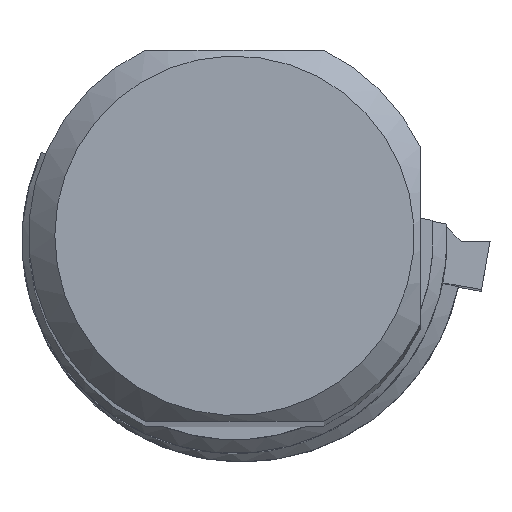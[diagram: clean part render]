
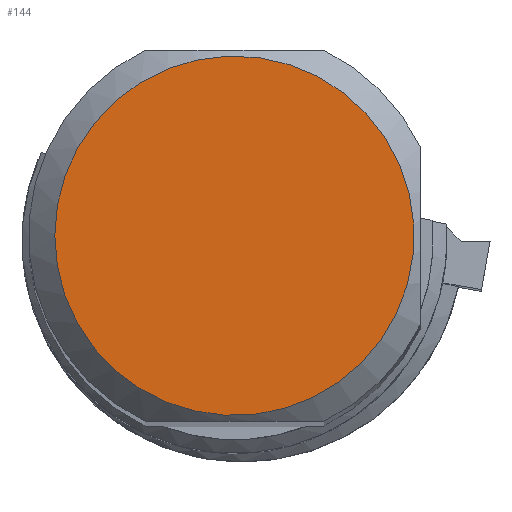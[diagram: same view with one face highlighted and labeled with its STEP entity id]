
A CAD part, top view. The second image highlights one B-rep face of the part: STEP entity #144.
In plain terms, the highlighted planar face has unit normal (0, 0, 1).
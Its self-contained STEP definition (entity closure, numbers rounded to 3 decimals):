
#104=PLANE('',#909);
#144=ADVANCED_FACE('',(#198),#104,.F.);
#198=FACE_OUTER_BOUND('',#241,.T.);
#241=EDGE_LOOP('',(#458));
#267=CIRCLE('',#908,11.08);
#458=ORIENTED_EDGE('',*,*,#662,.T.);
#557=VERTEX_POINT('',#1372);
#662=EDGE_CURVE('',#557,#557,#267,.T.);
#908=AXIS2_PLACEMENT_3D('',#1371,#1114,#1115);
#909=AXIS2_PLACEMENT_3D('',#1373,#1116,#1117);
#1114=DIRECTION('',(0.,0.,1.));
#1115=DIRECTION('',(-1.,0.,0.));
#1116=DIRECTION('',(0.,0.,-1.));
#1117=DIRECTION('',(1.,0.,0.));
#1371=CARTESIAN_POINT('',(0.,0.,153.1));
#1372=CARTESIAN_POINT('',(-11.08,0.,153.1));
#1373=CARTESIAN_POINT('',(11.08,0.,153.1));
